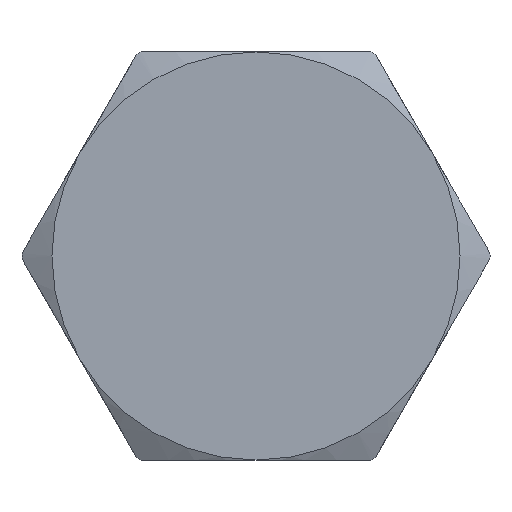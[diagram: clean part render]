
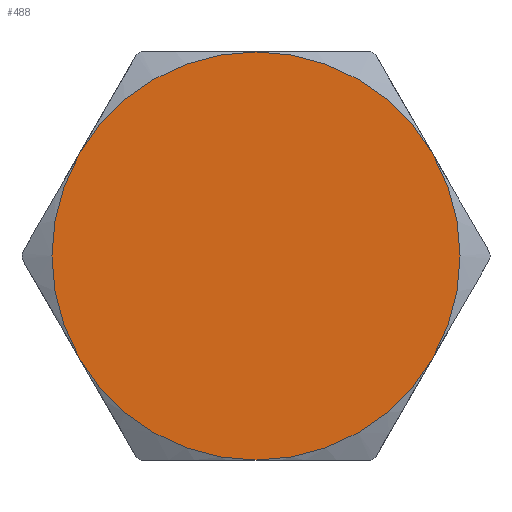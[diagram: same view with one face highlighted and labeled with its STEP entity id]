
A CAD part, left-side view. The second image highlights one B-rep face of the part: STEP entity #488.
In plain terms, the highlighted planar face has unit normal (-1, 0, 0).
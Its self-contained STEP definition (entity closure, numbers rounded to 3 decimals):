
#86=PLANE('',#552);
#128=FACE_OUTER_BOUND('',#165,.T.);
#165=EDGE_LOOP('',(#433,#434,#435,#436,#437,#438));
#188=CIRCLE('',#531,23.6);
#189=CIRCLE('',#533,23.6);
#192=CIRCLE('',#537,23.6);
#193=CIRCLE('',#539,23.6);
#196=CIRCLE('',#543,23.6);
#197=CIRCLE('',#550,23.6);
#226=VERTEX_POINT('',#4032);
#229=VERTEX_POINT('',#4044);
#232=VERTEX_POINT('',#4056);
#235=VERTEX_POINT('',#4068);
#238=VERTEX_POINT('',#4080);
#241=VERTEX_POINT('',#4092);
#300=EDGE_CURVE('',#241,#232,#188,.T.);
#301=EDGE_CURVE('',#232,#235,#189,.T.);
#304=EDGE_CURVE('',#235,#229,#192,.T.);
#305=EDGE_CURVE('',#229,#238,#193,.T.);
#308=EDGE_CURVE('',#238,#226,#196,.T.);
#309=EDGE_CURVE('',#226,#241,#197,.T.);
#433=ORIENTED_EDGE('',*,*,#305,.F.);
#434=ORIENTED_EDGE('',*,*,#304,.F.);
#435=ORIENTED_EDGE('',*,*,#301,.F.);
#436=ORIENTED_EDGE('',*,*,#300,.F.);
#437=ORIENTED_EDGE('',*,*,#309,.F.);
#438=ORIENTED_EDGE('',*,*,#308,.F.);
#488=ADVANCED_FACE('',(#128),#86,.T.);
#531=AXIS2_PLACEMENT_3D('',#4104,#637,#638);
#533=AXIS2_PLACEMENT_3D('',#4106,#641,#642);
#537=AXIS2_PLACEMENT_3D('',#4110,#649,#650);
#539=AXIS2_PLACEMENT_3D('',#4112,#653,#654);
#543=AXIS2_PLACEMENT_3D('',#4116,#661,#662);
#550=AXIS2_PLACEMENT_3D('',#4123,#675,#676);
#552=AXIS2_PLACEMENT_3D('',#4125,#679,#680);
#637=DIRECTION('center_axis',(1.,0.,0.));
#638=DIRECTION('ref_axis',(0.,-1.,0.));
#641=DIRECTION('center_axis',(1.,0.,0.));
#642=DIRECTION('ref_axis',(0.,-1.,0.));
#649=DIRECTION('center_axis',(1.,0.,0.));
#650=DIRECTION('ref_axis',(0.,-1.,0.));
#653=DIRECTION('center_axis',(1.,0.,0.));
#654=DIRECTION('ref_axis',(0.,-1.,0.));
#661=DIRECTION('center_axis',(1.,0.,0.));
#662=DIRECTION('ref_axis',(0.,-1.,0.));
#675=DIRECTION('center_axis',(1.,0.,0.));
#676=DIRECTION('ref_axis',(0.,-1.,0.));
#679=DIRECTION('center_axis',(-1.,0.,0.));
#680=DIRECTION('ref_axis',(0.,0.,1.));
#4032=CARTESIAN_POINT('',(-30.5,0.,23.6));
#4044=CARTESIAN_POINT('',(-30.5,20.438,-11.8));
#4056=CARTESIAN_POINT('',(-30.5,-20.438,-11.8));
#4068=CARTESIAN_POINT('',(-30.5,0.,-23.6));
#4080=CARTESIAN_POINT('',(-30.5,20.438,11.8));
#4092=CARTESIAN_POINT('',(-30.5,-20.438,11.8));
#4104=CARTESIAN_POINT('Origin',(-30.5,0.,0.));
#4106=CARTESIAN_POINT('Origin',(-30.5,0.,0.));
#4110=CARTESIAN_POINT('Origin',(-30.5,0.,0.));
#4112=CARTESIAN_POINT('Origin',(-30.5,0.,0.));
#4116=CARTESIAN_POINT('Origin',(-30.5,0.,0.));
#4123=CARTESIAN_POINT('Origin',(-30.5,0.,0.));
#4125=CARTESIAN_POINT('Origin',(-30.5,27.06,0.));
